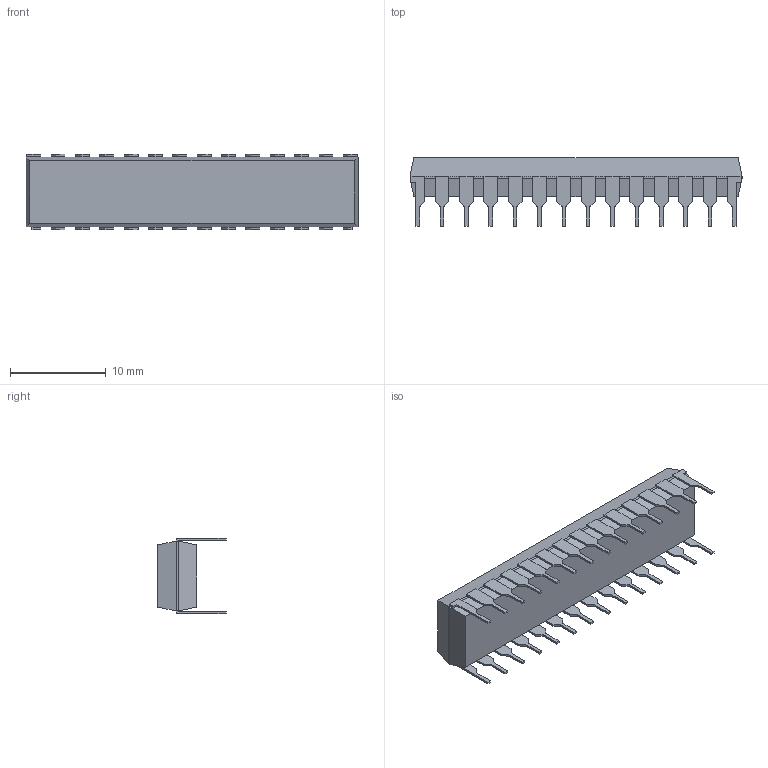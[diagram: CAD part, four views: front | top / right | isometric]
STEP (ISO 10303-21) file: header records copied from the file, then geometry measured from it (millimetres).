
FILE_DESCRIPTION (( 'STEP AP214' ), '1' );
FILE_NAME ('User Library-User Library-ATmega 48_88_168_328 28P3_90DEG.STEP', '2020-12-31T19:17:23', ( '' ), ( '' ), 'SwSTEP 2.0', 'SolidWorks 2020', '' );
FILE_SCHEMA (( 'AUTOMOTIVE_DESIGN' ));
Length unit declared in the file: millimetre
Products named in the file (1): User Library-User Library-ATmega 48_88_168_328 28P3_90DEG
Bounding box: 34.65 x 7.12 x 7.91 mm (x, y, z)
Volume: 994.6 mm3; surface area: 1113.3 mm2
Topology: 1 solids, 1 shells, 320 faces, 862 edges, 572 vertices
Faces by surface type: plane 319, cylinder 1
Entity records: 10014 total; most frequent: CARTESIAN_POINT 1761, ORIENTED_EDGE 1724, DIRECTION 1504, EDGE_CURVE 862, LINE 858, VECTOR 858, VERTEX_POINT 572, EDGE_LOOP 348
